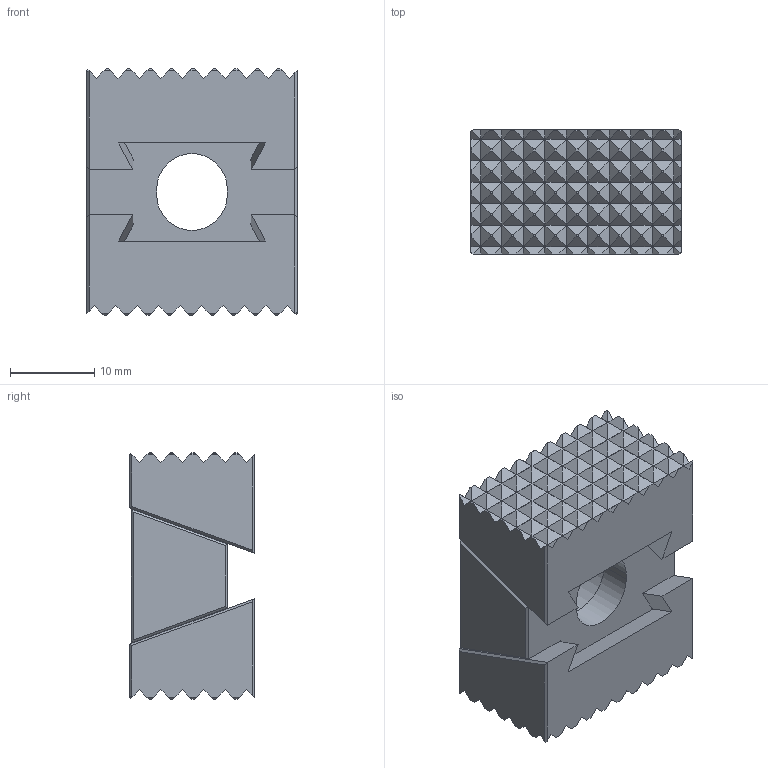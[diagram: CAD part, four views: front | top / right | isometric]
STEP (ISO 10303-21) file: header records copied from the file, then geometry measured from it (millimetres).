
FILE_DESCRIPTION (( 'STEP AP214' ), '1' );
FILE_NAME ('2030-VF1-SER-CP.STEP', '2018-04-24T10:31:12', ( '' ), ( '' ), 'SwSTEP 2.0', 'SolidWorks 2018', '' );
FILE_SCHEMA (( 'AUTOMOTIVE_DESIGN' ));
Length unit declared in the file: inch
Products named in the file (3): 2031-VF1-SER-JAW; 2031-VF1-WEDGE; 2030-VF1-SER-CP
Assembly tree (3 placements, depth 2):
  2030-VF1-SER-CP
    2031-VF1-WEDGE
    2031-VF1-SER-JAW  x2
Bounding box: 24.89 x 14.73 x 29.21 mm (x, y, z)
Volume: 8055.7 mm3; surface area: 5465.5 mm2
Topology: 3 solids, 3 shells, 909 faces, 2032 edges, 1145 vertices
Faces by surface type: plane 842, bspline 58, cylinder 6, cone 3
Entity records: 20084 total; most frequent: CARTESIAN_POINT 7950, ORIENTED_EDGE 2610, DIRECTION 2136, EDGE_CURVE 1305, VECTOR 1086, LINE 1086, VERTEX_POINT 763, EDGE_LOOP 580
